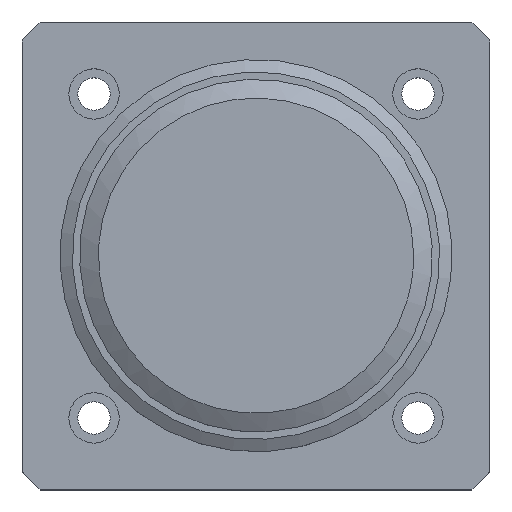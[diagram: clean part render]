
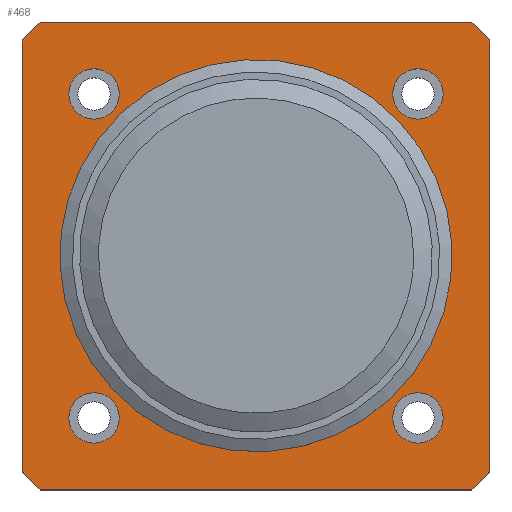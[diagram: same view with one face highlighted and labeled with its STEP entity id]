
A CAD part, top view. The second image highlights one B-rep face of the part: STEP entity #468.
In plain terms, the highlighted planar face has unit normal (0, 0, 1).
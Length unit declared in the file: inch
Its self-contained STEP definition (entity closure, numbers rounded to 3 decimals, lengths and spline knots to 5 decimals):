
#14=LINE('',#743,#38);
#20=LINE('',#754,#44);
#27=LINE('',#770,#51);
#30=LINE('',#775,#54);
#32=LINE('',#779,#56);
#34=LINE('',#783,#58);
#36=LINE('',#786,#60);
#37=LINE('',#788,#61);
#38=VECTOR('',#625,0.3937);
#44=VECTOR('',#633,0.3937);
#51=VECTOR('',#644,0.3937);
#54=VECTOR('',#649,0.3937);
#56=VECTOR('',#653,0.3937);
#58=VECTOR('',#657,0.3937);
#60=VECTOR('',#661,0.3937);
#61=VECTOR('',#664,0.3937);
#76=PLANE('',#539);
#100=FACE_BOUND('',#184,.T.);
#101=FACE_BOUND('',#185,.T.);
#102=FACE_BOUND('',#186,.T.);
#103=FACE_BOUND('',#187,.T.);
#104=FACE_BOUND('',#188,.T.);
#134=FACE_OUTER_BOUND('',#183,.T.);
#183=EDGE_LOOP('',(#384,#385,#386,#387,#388,#389,#390,#391));
#184=EDGE_LOOP('',(#392));
#185=EDGE_LOOP('',(#393));
#186=EDGE_LOOP('',(#394));
#187=EDGE_LOOP('',(#395));
#188=EDGE_LOOP('',(#396));
#200=CIRCLE('',#500,1.85039);
#204=CIRCLE('',#506,0.27559);
#208=CIRCLE('',#513,0.27559);
#212=CIRCLE('',#520,0.27559);
#216=CIRCLE('',#527,0.27559);
#224=VERTEX_POINT('',#692);
#228=VERTEX_POINT('',#702);
#232=VERTEX_POINT('',#713);
#236=VERTEX_POINT('',#724);
#240=VERTEX_POINT('',#735);
#242=VERTEX_POINT('',#741);
#243=VERTEX_POINT('',#742);
#247=VERTEX_POINT('',#752);
#253=VERTEX_POINT('',#768);
#254=VERTEX_POINT('',#769);
#255=VERTEX_POINT('',#774);
#256=VERTEX_POINT('',#778);
#257=VERTEX_POINT('',#782);
#264=EDGE_CURVE('',#224,#224,#200,.T.);
#268=EDGE_CURVE('',#228,#228,#204,.T.);
#272=EDGE_CURVE('',#232,#232,#208,.T.);
#276=EDGE_CURVE('',#236,#236,#212,.T.);
#280=EDGE_CURVE('',#240,#240,#216,.T.);
#282=EDGE_CURVE('',#242,#243,#14,.T.);
#288=EDGE_CURVE('',#242,#247,#20,.T.);
#295=EDGE_CURVE('',#253,#254,#27,.T.);
#298=EDGE_CURVE('',#255,#254,#30,.T.);
#300=EDGE_CURVE('',#255,#256,#32,.T.);
#302=EDGE_CURVE('',#257,#247,#34,.T.);
#304=EDGE_CURVE('',#253,#243,#36,.T.);
#305=EDGE_CURVE('',#257,#256,#37,.T.);
#384=ORIENTED_EDGE('',*,*,#282,.F.);
#385=ORIENTED_EDGE('',*,*,#288,.T.);
#386=ORIENTED_EDGE('',*,*,#302,.F.);
#387=ORIENTED_EDGE('',*,*,#305,.T.);
#388=ORIENTED_EDGE('',*,*,#300,.F.);
#389=ORIENTED_EDGE('',*,*,#298,.T.);
#390=ORIENTED_EDGE('',*,*,#295,.F.);
#391=ORIENTED_EDGE('',*,*,#304,.T.);
#392=ORIENTED_EDGE('',*,*,#264,.T.);
#393=ORIENTED_EDGE('',*,*,#268,.T.);
#394=ORIENTED_EDGE('',*,*,#272,.T.);
#395=ORIENTED_EDGE('',*,*,#276,.T.);
#396=ORIENTED_EDGE('',*,*,#280,.T.);
#468=ADVANCED_FACE('',(#134,#100,#101,#102,#103,#104),#76,.T.);
#500=AXIS2_PLACEMENT_3D('',#693,#563,#564);
#506=AXIS2_PLACEMENT_3D('',#703,#575,#576);
#513=AXIS2_PLACEMENT_3D('',#714,#589,#590);
#520=AXIS2_PLACEMENT_3D('',#725,#603,#604);
#527=AXIS2_PLACEMENT_3D('',#736,#617,#618);
#539=AXIS2_PLACEMENT_3D('',#789,#665,#666);
#563=DIRECTION('center_axis',(0.,0.,
-1.));
#564=DIRECTION('ref_axis',(1.,0.,0.));
#575=DIRECTION('center_axis',(0.,0.,
-1.));
#576=DIRECTION('ref_axis',(1.,0.,0.));
#589=DIRECTION('center_axis',(0.,0.,
-1.));
#590=DIRECTION('ref_axis',(1.,0.,0.));
#603=DIRECTION('center_axis',(0.,0.,
-1.));
#604=DIRECTION('ref_axis',(1.,0.,0.));
#617=DIRECTION('center_axis',(0.,0.,
-1.));
#618=DIRECTION('ref_axis',(1.,0.,0.));
#625=DIRECTION('',(-0.707,0.707,0.));
#633=DIRECTION('',(1.,0.,0.));
#644=DIRECTION('',(0.707,0.707,0.));
#649=DIRECTION('',(-1.,0.,0.));
#653=DIRECTION('',(0.707,-0.707,0.));
#657=DIRECTION('',(-0.707,-0.707,0.));
#661=DIRECTION('',(0.,-1.,0.));
#664=DIRECTION('',(0.,1.,0.));
#665=DIRECTION('center_axis',(0.,0.,
1.));
#666=DIRECTION('ref_axis',(1.,0.,0.));
#692=CARTESIAN_POINT('',(-0.99532,0.52278,0.34817));
#693=CARTESIAN_POINT('Origin',(0.85507,0.52278,0.34817));
#702=CARTESIAN_POINT('',(2.90231,2.29443,0.34817));
#703=CARTESIAN_POINT('Origin',(2.62672,2.29443,0.34817));
#713=CARTESIAN_POINT('',(-0.64099,-1.24887,0.34817));
#714=CARTESIAN_POINT('Origin',(-0.91658,-1.24887,0.34817));
#724=CARTESIAN_POINT('',(2.90231,-1.24887,0.34817));
#725=CARTESIAN_POINT('Origin',(2.62672,-1.24887,0.34817));
#735=CARTESIAN_POINT('',(-0.64099,2.29443,0.34817));
#736=CARTESIAN_POINT('Origin',(-0.91658,2.29443,0.34817));
#741=CARTESIAN_POINT('',(-1.50713,-2.03627,0.34817));
#742=CARTESIAN_POINT('',(-1.70398,-1.83942,0.34817));
#743=CARTESIAN_POINT('',(-1.60556,-1.93785,0.34817));
#752=CARTESIAN_POINT('',(3.21728,-2.03627,0.34817));
#754=CARTESIAN_POINT('',(-1.70398,-2.03627,0.34817));
#768=CARTESIAN_POINT('',(-1.70398,2.88498,0.34817));
#769=CARTESIAN_POINT('',(-1.50713,3.08184,0.34817));
#770=CARTESIAN_POINT('',(-1.60556,2.98341,0.34817));
#774=CARTESIAN_POINT('',(3.21728,3.08184,0.34817));
#775=CARTESIAN_POINT('',(3.41413,3.08184,0.34817));
#778=CARTESIAN_POINT('',(3.41413,2.88498,0.34817));
#779=CARTESIAN_POINT('',(3.3157,2.98341,0.34817));
#782=CARTESIAN_POINT('',(3.41413,-1.83942,0.34817));
#783=CARTESIAN_POINT('',(3.3157,-1.93785,0.34817));
#786=CARTESIAN_POINT('',(-1.70398,3.08184,0.34817));
#788=CARTESIAN_POINT('',(3.41413,-2.03627,0.34817));
#789=CARTESIAN_POINT('Origin',(0.85507,0.52278,0.34817));
